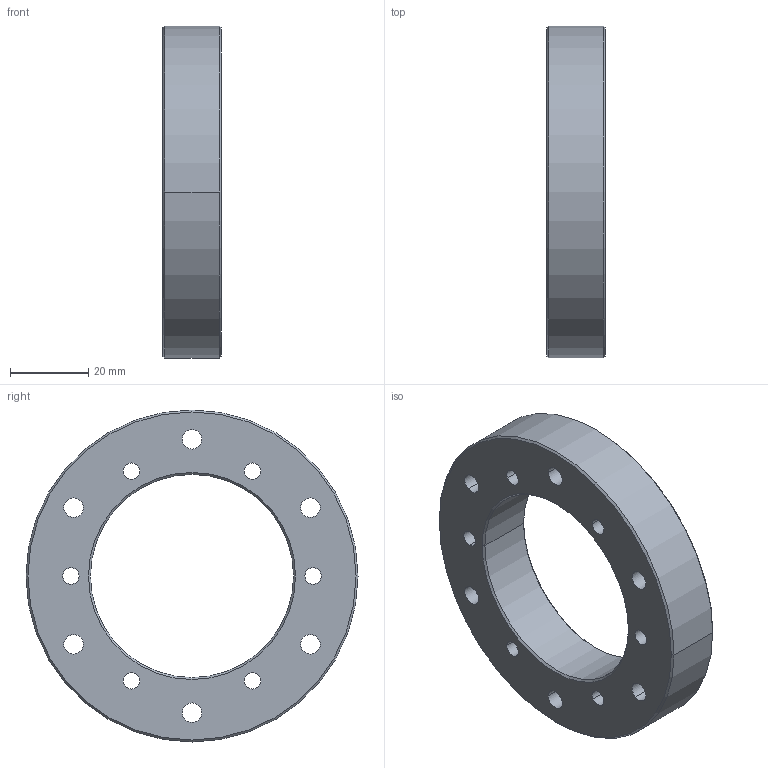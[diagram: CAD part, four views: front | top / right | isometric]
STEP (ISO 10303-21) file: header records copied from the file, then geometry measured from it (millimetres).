
FILE_DESCRIPTION(('CATIA V5 STEP Exchange'),'2;1');
FILE_NAME('adaptateur_colonne.stp','2016-04-17T19:52:54+00:00',('none'),('none'),'CATIA Version 5 Release 20 GA (IN-10)','CATIA V5 STEP AP203','none');
FILE_SCHEMA(('CONFIG_CONTROL_DESIGN'));
Length unit declared in the file: millimetre
Products named in the file (1): adaptateur_colonne
Bounding box: 15 x 85 x 85 mm (x, y, z)
Volume: 47666.1 mm3; surface area: 16164.5 mm2
Topology: 1 solids, 1 shells, 56 faces, 136 edges, 88 vertices
Faces by surface type: cylinder 40, plane 8, cone 8
Entity records: 1565 total; most frequent: ORIENTED_EDGE 272, CARTESIAN_POINT 256, DIRECTION 198, EDGE_CURVE 136, AXIS2_PLACEMENT_3D 120, CIRCLE 88, EDGE_LOOP 88, VERTEX_POINT 88
